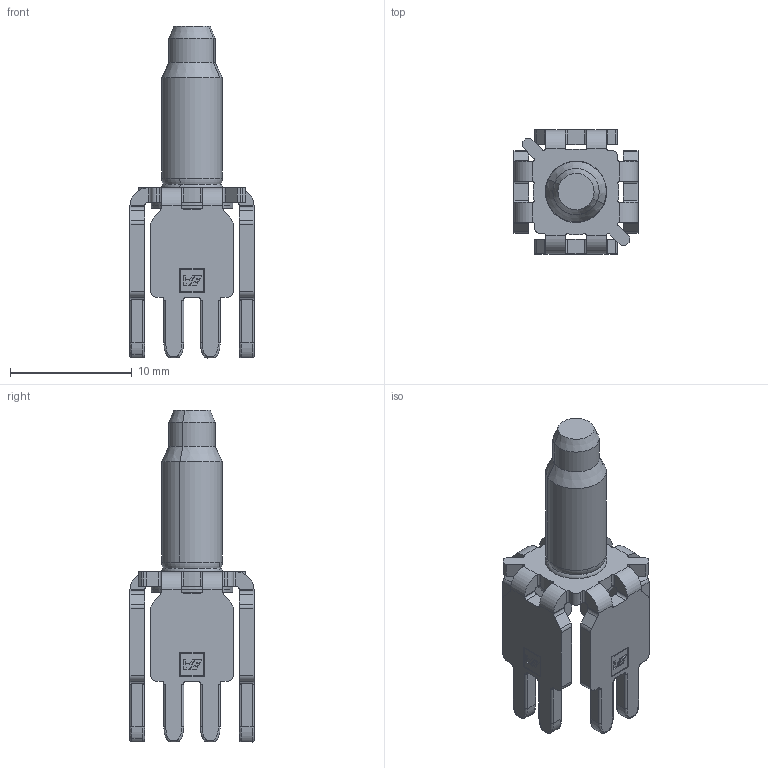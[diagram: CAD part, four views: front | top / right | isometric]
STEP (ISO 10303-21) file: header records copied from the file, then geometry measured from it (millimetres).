
FILE_DESCRIPTION (( 'STEP AP214' ), '1' );
FILE_NAME ('S900551.STEP', '2022-10-11T09:49:00', ( '' ), ( '' ), 'SwSTEP 2.0', 'SolidWorks 2018', '' );
FILE_SCHEMA (( 'AUTOMOTIVE_DESIGN' ));
Length unit declared in the file: millimetre
Products named in the file (1): S900551
Bounding box: 10.2 x 10.2 x 27.3 mm (x, y, z)
Volume: 639 mm3; surface area: 1107.9 mm2
Topology: 1 solids, 1 shells, 526 faces, 1457 edges, 943 vertices
Faces by surface type: plane 310, cylinder 142, bspline 64, torus 4, cone 4, sphere 2
Entity records: 26532 total; most frequent: CARTESIAN_POINT 7589, ORIENTED_EDGE 2908, DIRECTION 2534, EDGE_CURVE 1454, VECTOR 1008, LINE 1008, VERTEX_POINT 942, AXIS2_PLACEMENT_3D 763
